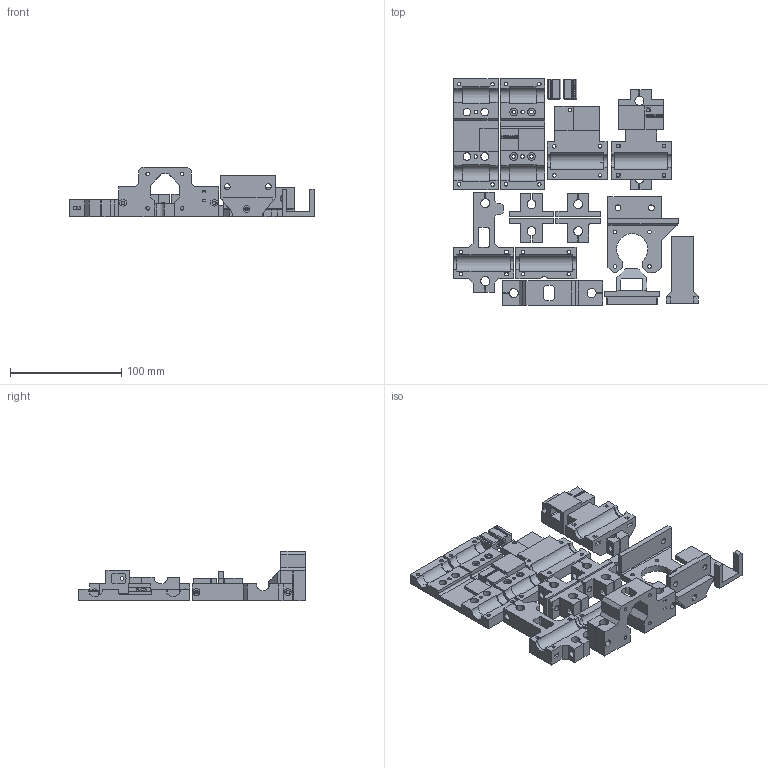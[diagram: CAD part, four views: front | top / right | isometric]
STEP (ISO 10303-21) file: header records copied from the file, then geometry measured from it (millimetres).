
FILE_DESCRIPTION(/* description */ (''),/* implementation_level */ '2;1');
FILE_NAME(/* name */ 'CorePrintPlate.step',/* time_stamp */ '2019-09-02T07:21:03-04:00',/* author */ (''),/* organization */ (''),/* preprocessor_version */ 'ST-DEVELOPER v18',/* originating_system */ 'Autodesk Translation Framework v8.6.0.1094',/* authorisation */ '');
FILE_SCHEMA (('AUTOMOTIVE_DESIGN { 1 0 10303 214 3 1 1 }'));
Length unit declared in the file: millimetre
Products named in the file (13): CorePrintPlate; Y_Drive_Main; Y_Drive_Plate; Y_Tensioner; Y_Idle_Main; Y_Idle_Plate; X_Motor_Mount; X_Back_Plate; Y_Pulley_Mount; Y_Motor_Mount; HeightTool; X_Front_Plate; X_Tensioner
Assembly tree (12 placements, depth 2):
  CorePrintPlate
    Y_Drive_Main
    Y_Drive_Plate
    Y_Tensioner
    Y_Idle_Main
    Y_Idle_Plate
    X_Motor_Mount
    X_Back_Plate
    Y_Pulley_Mount
    Y_Motor_Mount
    HeightTool
    X_Front_Plate
    X_Tensioner
Bounding box: 220 x 203.75 x 44.07 mm (x, y, z)
Volume: 309163.8 mm3; surface area: 132778.3 mm2
Topology: 16 solids, 16 shells, 1388 faces, 3728 edges, 2439 vertices
Faces by surface type: plane 1025, cylinder 363
Full cylindrical faces by diameter (mm): 1.85 x8, 3 x16, 3.2 x64, 3.3 x4, 3.4 x2, 3.5 x2, 5.2 x13, 5.9 x1, 6.1 x23, 7 x9, 7.3 x2, 10 x2
Entity records: 43982 total; most frequent: CARTESIAN_POINT 7581, ORIENTED_EDGE 7458, DIRECTION 7442, EDGE_CURVE 3729, LINE 2842, VECTOR 2842, VERTEX_POINT 2439, AXIS2_PLACEMENT_3D 2300
